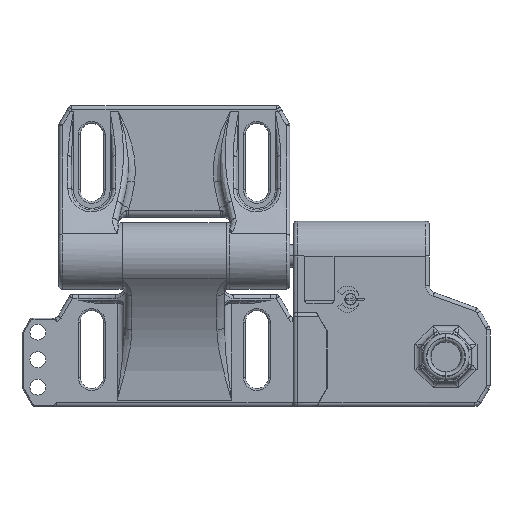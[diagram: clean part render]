
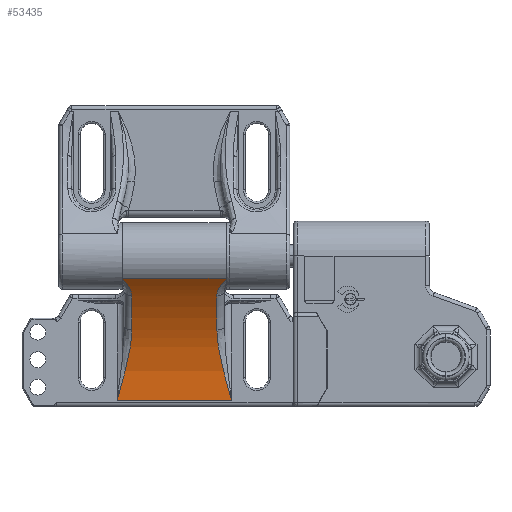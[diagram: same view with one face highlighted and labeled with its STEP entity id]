
A CAD part, front view. The second image highlights one B-rep face of the part: STEP entity #53435.
In plain terms, the highlighted cylindrical face has radius 50 mm (diameter 100 mm), a partial arc.
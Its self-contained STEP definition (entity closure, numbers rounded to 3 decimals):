
#1956=DIRECTION('',(-1.,0.,0.));
#1957=VECTOR('',#1956,31.2);
#1958=CARTESIAN_POINT('',(15.6,6.,-39.331));
#1959=LINE('',#1958,#1957);
#17067=CARTESIAN_POINT('',(-14.1,-6.428,
-6.341));
#17068=CARTESIAN_POINT('',(-13.848,-6.19,
-6.613));
#17069=CARTESIAN_POINT('',(-13.376,-5.739,
-7.138));
#17070=CARTESIAN_POINT('',(-12.782,-5.128,
-7.879));
#17071=CARTESIAN_POINT('',(-12.315,-4.573,
-8.577));
#17072=CARTESIAN_POINT('',(-11.973,-4.073,
-9.23));
#17073=CARTESIAN_POINT('',(-11.749,-3.628,
-9.83));
#17074=CARTESIAN_POINT('',(-11.625,-3.232,
-10.381));
#17075=CARTESIAN_POINT('',(-11.6,-2.994,
-10.721));
#17076=CARTESIAN_POINT('',(-11.6,-2.881,
-10.884));
#17078=CARTESIAN_POINT('',(15.6,6.,
-39.331));
#17079=CARTESIAN_POINT('',(15.257,6.,
-38.141));
#17080=CARTESIAN_POINT('',(14.583,5.916,
-35.805));
#17081=CARTESIAN_POINT('',(13.641,5.553,
-32.384));
#17082=CARTESIAN_POINT('',(12.852,4.997,
-29.214));
#17083=CARTESIAN_POINT('',(12.263,4.33,
-26.423));
#17084=CARTESIAN_POINT('',(11.868,3.61,
-23.995));
#17085=CARTESIAN_POINT('',(11.645,2.875,
-21.89));
#17086=CARTESIAN_POINT('',(11.6,2.39,
-20.667));
#17087=CARTESIAN_POINT('',(11.6,2.154,
-20.1));
#17101=CARTESIAN_POINT('',(-11.6,-44.,-39.331));
#17102=DIRECTION('',(1.,0.,0.));
#17103=DIRECTION('',(0.,0.923,0.385));
#17104=AXIS2_PLACEMENT_3D('',#17101,#17102,#17103);
#17380=DIRECTION('',(1.,0.,0.));
#17381=VECTOR('',#17380,28.2);
#17382=CARTESIAN_POINT('',(-14.1,-6.712,-6.021));
#17383=LINE('',#17382,#17381);
#17404=CARTESIAN_POINT('',(-14.1,-44.,-39.331));
#17405=DIRECTION('',(1.,0.,0.));
#17406=DIRECTION('',(0.,0.751,0.66));
#17407=AXIS2_PLACEMENT_3D('',#17404,#17405,#17406);
#17509=CARTESIAN_POINT('',(14.1,-44.,-39.331));
#17510=DIRECTION('',(-1.,0.,0.));
#17511=DIRECTION('',(0.,0.746,0.666));
#17512=AXIS2_PLACEMENT_3D('',#17509,#17510,#17511);
#17524=CARTESIAN_POINT('',(14.1,-6.428,
-6.341));
#17525=CARTESIAN_POINT('',(13.848,-6.189,
-6.613));
#17526=CARTESIAN_POINT('',(13.376,-5.739,
-7.138));
#17527=CARTESIAN_POINT('',(12.783,-5.128,
-7.879));
#17528=CARTESIAN_POINT('',(12.315,-4.574,
-8.577));
#17529=CARTESIAN_POINT('',(11.974,-4.074,
-9.229));
#17530=CARTESIAN_POINT('',(11.749,-3.629,
-9.829));
#17531=CARTESIAN_POINT('',(11.625,-3.233,
-10.38));
#17532=CARTESIAN_POINT('',(11.6,-2.994,
-10.721));
#17533=CARTESIAN_POINT('',(11.6,-2.881,
-10.884));
#17542=CARTESIAN_POINT('',(11.6,-44.,-39.331));
#17543=DIRECTION('',(-1.,0.,0.));
#17544=DIRECTION('',(0.,0.822,0.569));
#17545=AXIS2_PLACEMENT_3D('',#17542,#17543,#17544);
#18102=CARTESIAN_POINT('',(-15.6,6.,
-39.331));
#18103=CARTESIAN_POINT('',(-15.257,6.,
-38.141));
#18104=CARTESIAN_POINT('',(-14.583,5.916,
-35.806));
#18105=CARTESIAN_POINT('',(-13.641,5.553,
-32.385));
#18106=CARTESIAN_POINT('',(-12.852,4.998,
-29.216));
#18107=CARTESIAN_POINT('',(-12.264,4.33,
-26.424));
#18108=CARTESIAN_POINT('',(-11.868,3.61,
-23.996));
#18109=CARTESIAN_POINT('',(-11.645,2.875,
-21.891));
#18110=CARTESIAN_POINT('',(-11.6,2.39,
-20.667));
#18111=CARTESIAN_POINT('',(-11.6,2.154,
-20.1));
#24927=CARTESIAN_POINT('',(-15.6,6.,
-39.331));
#24928=VERTEX_POINT('',#24927);
#24929=CARTESIAN_POINT('',(15.6,6.,
-39.331));
#24930=VERTEX_POINT('',#24929);
#26459=CARTESIAN_POINT('',(-14.1,-6.712,-6.021));
#26461=VERTEX_POINT('',#26459);
#26465=CARTESIAN_POINT('',(-14.1,-6.428,-6.341));
#26466=VERTEX_POINT('',#26465);
#26478=CARTESIAN_POINT('',(14.1,-6.712,-6.021));
#26479=VERTEX_POINT('',#26478);
#26503=VERTEX_POINT('',#17076);
#26504=CARTESIAN_POINT('',(14.1,-6.428,-6.341));
#26505=VERTEX_POINT('',#26504);
#26506=VERTEX_POINT('',#17533);
#26507=CARTESIAN_POINT('',(11.6,2.154,-20.1));
#26508=VERTEX_POINT('',#26507);
#26509=VERTEX_POINT('',#18111);
#53410=CARTESIAN_POINT('',(13.6,-44.,-39.331));
#53411=DIRECTION('',(-1.,0.,0.));
#53412=DIRECTION('',(0.,0.,-1.));
#53413=AXIS2_PLACEMENT_3D('',#53410,#53411,#53412);
#53414=CYLINDRICAL_SURFACE('',#53413,50.);
#53416=ORIENTED_EDGE('',*,*,#53415,.F.);
#53418=ORIENTED_EDGE('',*,*,#53417,.T.);
#53420=ORIENTED_EDGE('',*,*,#53419,.T.);
#53422=ORIENTED_EDGE('',*,*,#53421,.T.);
#53424=ORIENTED_EDGE('',*,*,#53423,.T.);
#53426=ORIENTED_EDGE('',*,*,#53425,.T.);
#53427=ORIENTED_EDGE('',*,*,#53402,.F.);
#53428=ORIENTED_EDGE('',*,*,#31919,.T.);
#53430=ORIENTED_EDGE('',*,*,#53429,.T.);
#53432=ORIENTED_EDGE('',*,*,#53431,.T.);
#53433=EDGE_LOOP('',(#53416,#53418,#53420,#53422,#53424,#53426,#53427,#53428,
#53430,#53432));
#53434=FACE_OUTER_BOUND('',#53433,.F.);
#53435=ADVANCED_FACE('',(#53434),#53414,.F.);
#17077=B_SPLINE_CURVE_WITH_KNOTS('',3,(#17067,#17068,#17069,#17070,#17071,
#17072,#17073,#17074,#17075,#17076),.UNSPECIFIED.,.F.,.F.,(4,1,1,1,1,1,1,4),(
0.,0.143,0.286,0.429,0.571,
0.714,0.857,1.),.UNSPECIFIED.);
#17088=B_SPLINE_CURVE_WITH_KNOTS('',3,(#17078,#17079,#17080,#17081,#17082,
#17083,#17084,#17085,#17086,#17087),.UNSPECIFIED.,.F.,.F.,(4,1,1,1,1,1,1,4),(
0.,0.143,0.286,0.429,0.571,
0.714,0.857,1.),.UNSPECIFIED.);
#17105=CIRCLE('',#17104,50.);
#17408=CIRCLE('',#17407,50.);
#17513=CIRCLE('',#17512,50.);
#17534=B_SPLINE_CURVE_WITH_KNOTS('',3,(#17524,#17525,#17526,#17527,#17528,
#17529,#17530,#17531,#17532,#17533),.UNSPECIFIED.,.F.,.F.,(4,1,1,1,1,1,1,4),(
0.,0.143,0.286,0.429,0.571,
0.714,0.857,1.),.UNSPECIFIED.);
#17546=CIRCLE('',#17545,50.);
#18112=B_SPLINE_CURVE_WITH_KNOTS('',3,(#18102,#18103,#18104,#18105,#18106,
#18107,#18108,#18109,#18110,#18111),.UNSPECIFIED.,.F.,.F.,(4,1,1,1,1,1,1,4),(
0.,0.143,0.286,0.429,0.571,
0.714,0.857,1.),.UNSPECIFIED.);
#31919=EDGE_CURVE('',#24930,#24928,#1959,.T.);
#53402=EDGE_CURVE('',#24930,#26508,#17088,.T.);
#53415=EDGE_CURVE('',#26466,#26503,#17077,.T.);
#53417=EDGE_CURVE('',#26466,#26461,#17408,.T.);
#53419=EDGE_CURVE('',#26461,#26479,#17383,.T.);
#53421=EDGE_CURVE('',#26479,#26505,#17513,.T.);
#53423=EDGE_CURVE('',#26505,#26506,#17534,.T.);
#53425=EDGE_CURVE('',#26506,#26508,#17546,.T.);
#53429=EDGE_CURVE('',#24928,#26509,#18112,.T.);
#53431=EDGE_CURVE('',#26509,#26503,#17105,.T.);
